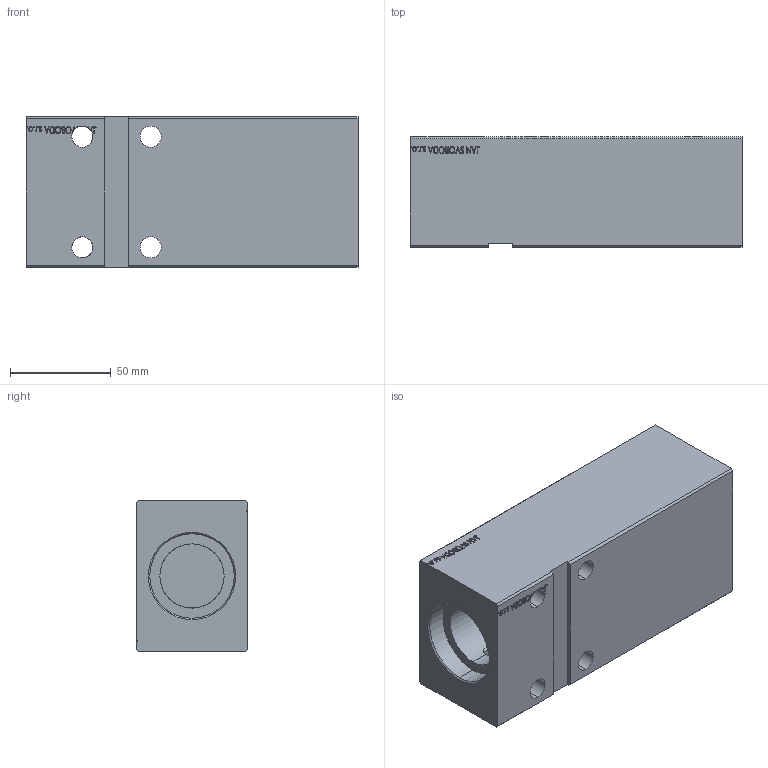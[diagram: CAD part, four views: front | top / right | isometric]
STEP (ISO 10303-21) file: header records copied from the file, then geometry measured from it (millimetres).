
FILE_DESCRIPTION (( 'STEP AP203' ), '1' );
FILE_NAME ('1b25.STEP', '2024-02-11T19:02:42', ( '' ), ( '' ), 'SwSTEP 2.0', 'SolidWorks 2019', '' );
FILE_SCHEMA (( 'CONFIG_CONTROL_DESIGN' ));
Products named in the file (1): 1b25
Bounding box: 165 x 55 x 75 mm (x, y, z)
Volume: 525012 mm3; surface area: 74471.7 mm2
Topology: 1 solids, 1 shells, 764 faces, 2008 edges, 1337 vertices
Faces by surface type: plane 377, bspline 354, cylinder 31, cone 2
Entity records: 40095 total; most frequent: CARTESIAN_POINT 23481, ORIENTED_EDGE 4016, DIRECTION 2200, EDGE_CURVE 2008, VERTEX_POINT 1337, LINE 1196, VECTOR 1196, EDGE_LOOP 869
